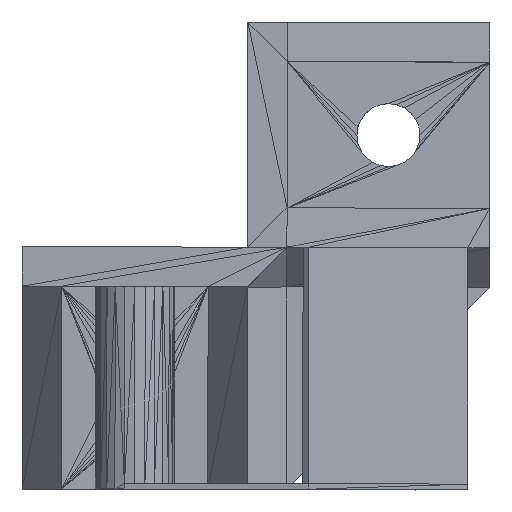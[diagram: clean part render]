
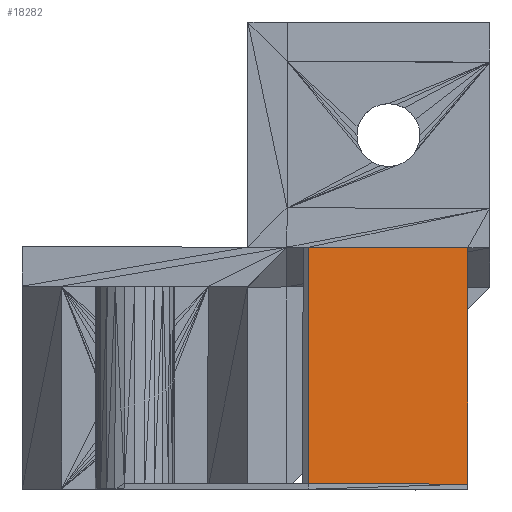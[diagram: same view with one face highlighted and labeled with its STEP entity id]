
A CAD part, front view. The second image highlights one B-rep face of the part: STEP entity #18282.
In plain terms, the highlighted planar face has unit normal (0.707, -0.707, 0).
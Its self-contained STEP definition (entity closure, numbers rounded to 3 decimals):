
#2064 = VERTEX_POINT('',#2065);
#2065 = CARTESIAN_POINT('',(5.43,-19.57,0.523
    ));
#2112 = PLANE('',#2113);
#2113 = AXIS2_PLACEMENT_3D('',#2114,#2115,#2116);
#2114 = CARTESIAN_POINT('',(5.199,-19.306,11.023)
  );
#2115 = DIRECTION('',(-0.707,-0.707,0.002
    ));
#2116 = DIRECTION('',(0.707,-0.707,0.));
#10557 = PLANE('',#10558);
#10558 = AXIS2_PLACEMENT_3D('',#10559,#10560,#10561);
#10559 = CARTESIAN_POINT('',(19.342,-5.163,
    10.977));
#10560 = DIRECTION('',(-0.707,-0.707,
    0.002));
#10561 = DIRECTION('',(0.707,-0.707,0.
    ));
#10623 = VERTEX_POINT('',#10624);
#10624 = CARTESIAN_POINT('',(19.572,-5.428,
    0.477));
#10643 = PLANE('',#10644);
#10644 = AXIS2_PLACEMENT_3D('',#10645,#10646,#10647);
#10645 = CARTESIAN_POINT('',(12.413,-12.587,
    0.374));
#10646 = DIRECTION('',(0.707,-0.707,
    0.));
#10647 = DIRECTION('',(-0.707,-0.707,0.
    ));
#10706 = EDGE_CURVE('',#10623,#2064,#10707,.T.);
#10707 = SURFACE_CURVE('',#10708,(#10712,#10719),.PCURVE_S1.);
#10708 = LINE('',#10709,#10710);
#10709 = CARTESIAN_POINT('',(19.572,-5.428,
    0.477));
#10710 = VECTOR('',#10711,1.);
#10711 = DIRECTION('',(-0.707,-0.707,
    0.002));
#10712 = PCURVE('',#10643,#10713);
#10713 = DEFINITIONAL_REPRESENTATION('',(#10714),#10718);
#10714 = LINE('',#10715,#10716);
#10715 = CARTESIAN_POINT('',(-10.124,-0.103));
#10716 = VECTOR('',#10717,1.);
#10717 = DIRECTION('',(1.,-0.002));
#10718 = ( GEOMETRIC_REPRESENTATION_CONTEXT(2) 
PARAMETRIC_REPRESENTATION_CONTEXT() REPRESENTATION_CONTEXT('2D SPACE',''
  ) );
#10719 = PCURVE('',#10720,#10725);
#10720 = PLANE('',#10721);
#10721 = AXIS2_PLACEMENT_3D('',#10722,#10723,#10724);
#10722 = CARTESIAN_POINT('',(12.518,-12.482,
    11.));
#10723 = DIRECTION('',(-0.707,0.707,
    0.));
#10724 = DIRECTION('',(0.707,0.707,0.));
#10725 = DEFINITIONAL_REPRESENTATION('',(#10726),#10730);
#10726 = LINE('',#10727,#10728);
#10727 = CARTESIAN_POINT('',(9.976,10.523));
#10728 = VECTOR('',#10729,1.);
#10729 = DIRECTION('',(-1.,-0.002));
#10730 = ( GEOMETRIC_REPRESENTATION_CONTEXT(2) 
PARAMETRIC_REPRESENTATION_CONTEXT() REPRESENTATION_CONTEXT('2D SPACE',''
  ) );
#13866 = VERTEX_POINT('',#13867);
#13867 = CARTESIAN_POINT('',(19.606,-5.394,
    21.477));
#13881 = PLANE('',#13882);
#13882 = AXIS2_PLACEMENT_3D('',#13883,#13884,#13885);
#13883 = CARTESIAN_POINT('',(13.756,-11.244,
    22.508));
#13884 = DIRECTION('',(-0.707,0.707,0.
    ));
#13885 = DIRECTION('',(0.707,0.707,0.));
#13918 = VERTEX_POINT('',#13919);
#13919 = CARTESIAN_POINT('',(5.464,-19.536,
    21.523));
#13944 = EDGE_CURVE('',#13918,#13866,#13945,.T.);
#13945 = SURFACE_CURVE('',#13946,(#13950,#13957),.PCURVE_S1.);
#13946 = LINE('',#13947,#13948);
#13947 = CARTESIAN_POINT('',(5.464,-19.536,
    21.523));
#13948 = VECTOR('',#13949,1.);
#13949 = DIRECTION('',(0.707,0.707,-0.002)
  );
#13950 = PCURVE('',#13881,#13951);
#13951 = DEFINITIONAL_REPRESENTATION('',(#13952),#13956);
#13952 = LINE('',#13953,#13954);
#13953 = CARTESIAN_POINT('',(-11.727,0.985));
#13954 = VECTOR('',#13955,1.);
#13955 = DIRECTION('',(1.,0.002));
#13956 = ( GEOMETRIC_REPRESENTATION_CONTEXT(2) 
PARAMETRIC_REPRESENTATION_CONTEXT() REPRESENTATION_CONTEXT('2D SPACE',''
  ) );
#13957 = PCURVE('',#10720,#13958);
#13958 = DEFINITIONAL_REPRESENTATION('',(#13959),#13963);
#13959 = LINE('',#13960,#13961);
#13960 = CARTESIAN_POINT('',(-9.976,-10.523));
#13961 = VECTOR('',#13962,1.);
#13962 = DIRECTION('',(1.,0.002));
#13963 = ( GEOMETRIC_REPRESENTATION_CONTEXT(2) 
PARAMETRIC_REPRESENTATION_CONTEXT() REPRESENTATION_CONTEXT('2D SPACE',''
  ) );
#18282 = ADVANCED_FACE('',(#18283),#10720,.F.);
#18283 = FACE_BOUND('',#18284,.T.);
#18284 = EDGE_LOOP('',(#18285,#18286,#18307,#18308));
#18285 = ORIENTED_EDGE('',*,*,#10706,.F.);
#18286 = ORIENTED_EDGE('',*,*,#18287,.T.);
#18287 = EDGE_CURVE('',#10623,#13866,#18288,.T.);
#18288 = SURFACE_CURVE('',#18289,(#18293,#18300),.PCURVE_S1.);
#18289 = LINE('',#18290,#18291);
#18290 = CARTESIAN_POINT('',(19.572,-5.428,
    0.477));
#18291 = VECTOR('',#18292,1.);
#18292 = DIRECTION('',(0.002,0.002,
    1.));
#18293 = PCURVE('',#10720,#18294);
#18294 = DEFINITIONAL_REPRESENTATION('',(#18295),#18299);
#18295 = LINE('',#18296,#18297);
#18296 = CARTESIAN_POINT('',(9.976,10.523));
#18297 = VECTOR('',#18298,1.);
#18298 = DIRECTION('',(0.002,-1.));
#18299 = ( GEOMETRIC_REPRESENTATION_CONTEXT(2) 
PARAMETRIC_REPRESENTATION_CONTEXT() REPRESENTATION_CONTEXT('2D SPACE',''
  ) );
#18300 = PCURVE('',#10557,#18301);
#18301 = DEFINITIONAL_REPRESENTATION('',(#18302),#18306);
#18302 = LINE('',#18303,#18304);
#18303 = CARTESIAN_POINT('',(0.35,-10.5));
#18304 = VECTOR('',#18305,1.);
#18305 = DIRECTION('',(0.,1.));
#18306 = ( GEOMETRIC_REPRESENTATION_CONTEXT(2) 
PARAMETRIC_REPRESENTATION_CONTEXT() REPRESENTATION_CONTEXT('2D SPACE',''
  ) );
#18307 = ORIENTED_EDGE('',*,*,#13944,.F.);
#18308 = ORIENTED_EDGE('',*,*,#18309,.T.);
#18309 = EDGE_CURVE('',#13918,#2064,#18310,.T.);
#18310 = SURFACE_CURVE('',#18311,(#18315,#18322),.PCURVE_S1.);
#18311 = LINE('',#18312,#18313);
#18312 = CARTESIAN_POINT('',(5.464,-19.536,
    21.523));
#18313 = VECTOR('',#18314,1.);
#18314 = DIRECTION('',(-0.002,-0.002,
    -1.));
#18315 = PCURVE('',#10720,#18316);
#18316 = DEFINITIONAL_REPRESENTATION('',(#18317),#18321);
#18317 = LINE('',#18318,#18319);
#18318 = CARTESIAN_POINT('',(-9.976,-10.523));
#18319 = VECTOR('',#18320,1.);
#18320 = DIRECTION('',(-0.002,1.));
#18321 = ( GEOMETRIC_REPRESENTATION_CONTEXT(2) 
PARAMETRIC_REPRESENTATION_CONTEXT() REPRESENTATION_CONTEXT('2D SPACE',''
  ) );
#18322 = PCURVE('',#2112,#18323);
#18323 = DEFINITIONAL_REPRESENTATION('',(#18324),#18328);
#18324 = LINE('',#18325,#18326);
#18325 = CARTESIAN_POINT('',(0.35,10.5));
#18326 = VECTOR('',#18327,1.);
#18327 = DIRECTION('',(0.,-1.));
#18328 = ( GEOMETRIC_REPRESENTATION_CONTEXT(2) 
PARAMETRIC_REPRESENTATION_CONTEXT() REPRESENTATION_CONTEXT('2D SPACE',''
  ) );
